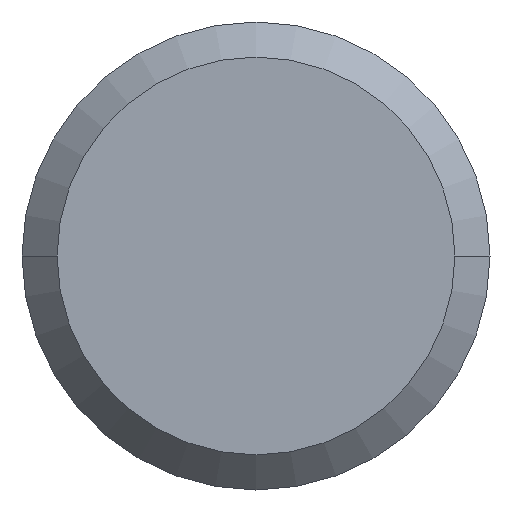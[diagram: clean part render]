
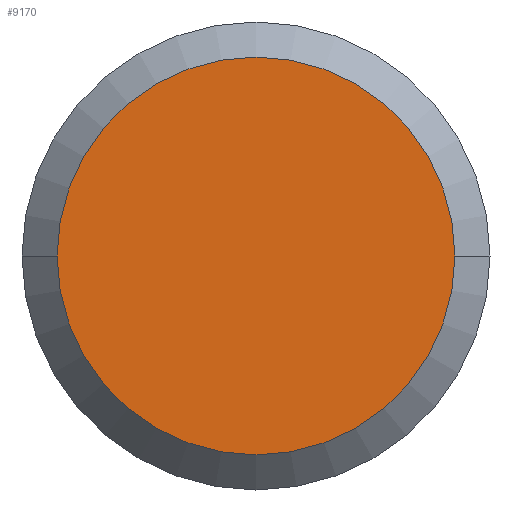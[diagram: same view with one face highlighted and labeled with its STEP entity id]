
A CAD part, front view. The second image highlights one B-rep face of the part: STEP entity #9170.
In plain terms, the highlighted planar face has unit normal (0, -1, 0).
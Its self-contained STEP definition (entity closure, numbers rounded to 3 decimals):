
#8970=CARTESIAN_POINT('',(62.626,-4378.908,0.));
#8980=DIRECTION('',(-0.,-1.,-0.));
#8990=DIRECTION('',(-1.,0.,0.));
#9000=AXIS2_PLACEMENT_3D('',#8970,#8980,#8990);
#9010=PLANE('',#9000);
#9020=CARTESIAN_POINT('',(51.026,-4378.908,0.));
#9030=DIRECTION('',(0.,1.,0.));
#9040=DIRECTION('',(1.,0.,0.));
#9050=AXIS2_PLACEMENT_3D('',#9020,#9030,#9040);
#9060=CIRCLE('',#9050,17.);
#9070=CARTESIAN_POINT('',(68.026,-4378.908,0.));
#9080=VERTEX_POINT('',#9070);
#9090=CARTESIAN_POINT('',(34.026,-4378.908,0.));
#9100=VERTEX_POINT('',#9090);
#9110=EDGE_CURVE('',#9080,#9100,#9060,.T.);
#9120=ORIENTED_EDGE('',*,*,#9110,.F.);
#9130=EDGE_CURVE('',#9100,#9080,#9060,.T.);
#9140=ORIENTED_EDGE('',*,*,#9130,.F.);
#9150=EDGE_LOOP('',(#9140,#9120));
#9160=FACE_OUTER_BOUND('',#9150,.T.);
#9170=ADVANCED_FACE('',(#9160),#9010,.T.);
